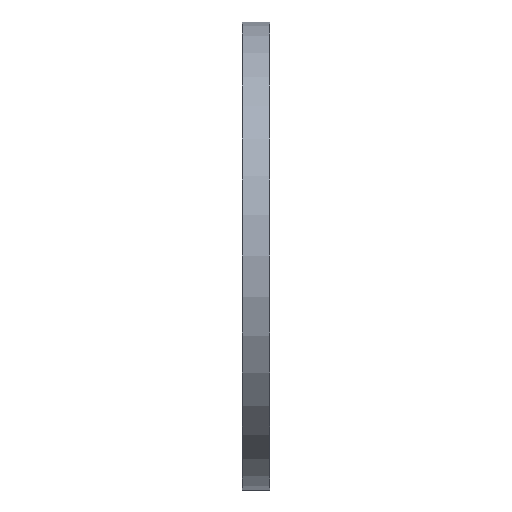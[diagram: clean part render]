
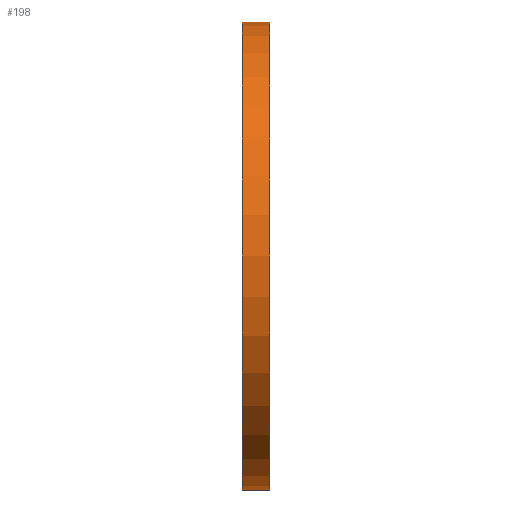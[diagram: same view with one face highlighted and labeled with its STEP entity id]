
A CAD part, left-side view. The second image highlights one B-rep face of the part: STEP entity #198.
In plain terms, the highlighted cylindrical face has radius 222.5 mm (diameter 445 mm), a partial arc.
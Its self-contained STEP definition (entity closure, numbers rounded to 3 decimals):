
#69 = DIRECTION ( 'NONE',  ( 0., 1., 0. ) ) ;
#110 = CIRCLE ( 'NONE', #348, 222.5 ) ;
#125 = DIRECTION ( 'NONE',  ( 0., 1., 0. ) ) ;
#133 = VECTOR ( 'NONE', #69, 1000. ) ;
#165 = VERTEX_POINT ( 'NONE', #752 ) ;
#198 = ADVANCED_FACE ( 'NONE', ( #671 ), #679, .T. ) ;
#220 = CARTESIAN_POINT ( 'NONE',  ( 0., 34.695, 0. ) ) ;
#234 = DIRECTION ( 'NONE',  ( 0., 0., 1. ) ) ;
#253 = CARTESIAN_POINT ( 'NONE',  ( 0., 34.695, -222.5 ) ) ;
#302 = VERTEX_POINT ( 'NONE', #716 ) ;
#348 = AXIS2_PLACEMENT_3D ( 'NONE', #506, #983, #234 ) ;
#360 = CARTESIAN_POINT ( 'NONE',  ( 0., 26., -222.5 ) ) ;
#371 = VERTEX_POINT ( 'NONE', #360 ) ;
#404 = VERTEX_POINT ( 'NONE', #988 ) ;
#434 = LINE ( 'NONE', #253, #787 ) ;
#451 = ORIENTED_EDGE ( 'NONE', *, *, #1042, .F. ) ;
#462 = EDGE_LOOP ( 'NONE', ( #451, #769, #726, #603 ) ) ;
#506 = CARTESIAN_POINT ( 'NONE',  ( 0., 0., 0. ) ) ;
#522 = LINE ( 'NONE', #887, #133 ) ;
#603 = ORIENTED_EDGE ( 'NONE', *, *, #709, .F. ) ;
#671 = FACE_OUTER_BOUND ( 'NONE', #462, .T. ) ;
#679 = CYLINDRICAL_SURFACE ( 'NONE', #812, 222.5 ) ;
#705 = DIRECTION ( 'NONE',  ( 0., 1., 0. ) ) ;
#709 = EDGE_CURVE ( 'NONE', #371, #302, #1011, .T. ) ;
#716 = CARTESIAN_POINT ( 'NONE',  ( 0., 26., 222.5 ) ) ;
#726 = ORIENTED_EDGE ( 'NONE', *, *, #1039, .T. ) ;
#752 = CARTESIAN_POINT ( 'NONE',  ( 0., 0., -222.5 ) ) ;
#769 = ORIENTED_EDGE ( 'NONE', *, *, #1071, .T. ) ;
#787 = VECTOR ( 'NONE', #1114, 1000. ) ;
#812 = AXIS2_PLACEMENT_3D ( 'NONE', #220, #125, #1119 ) ;
#887 = CARTESIAN_POINT ( 'NONE',  ( 0., 34.695, 222.5 ) ) ;
#892 = CARTESIAN_POINT ( 'NONE',  ( 0., 26., 0. ) ) ;
#983 = DIRECTION ( 'NONE',  ( 0., 1., 0. ) ) ;
#988 = CARTESIAN_POINT ( 'NONE',  ( 0., 0., 222.5 ) ) ;
#1011 = CIRCLE ( 'NONE', #1169, 222.5 ) ;
#1039 = EDGE_CURVE ( 'NONE', #404, #302, #522, .T. ) ;
#1042 = EDGE_CURVE ( 'NONE', #165, #371, #434, .T. ) ;
#1052 = DIRECTION ( 'NONE',  ( 0., 0., 1. ) ) ;
#1071 = EDGE_CURVE ( 'NONE', #165, #404, #110, .T. ) ;
#1114 = DIRECTION ( 'NONE',  ( 0., 1., 0. ) ) ;
#1119 = DIRECTION ( 'NONE',  ( 0., 0., 1. ) ) ;
#1169 = AXIS2_PLACEMENT_3D ( 'NONE', #892, #705, #1052 ) ;
